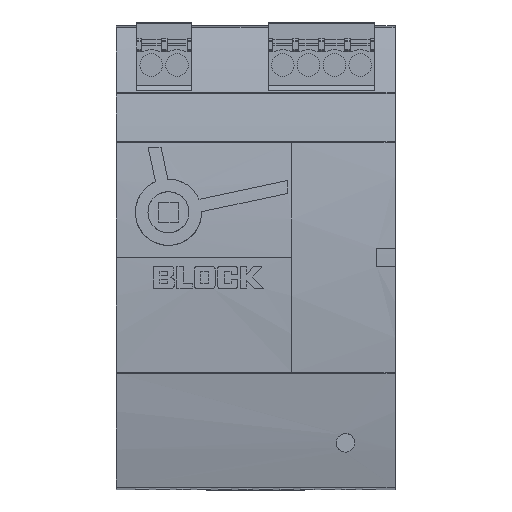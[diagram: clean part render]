
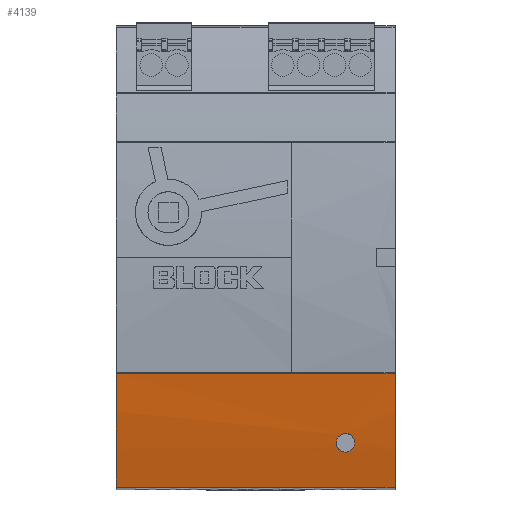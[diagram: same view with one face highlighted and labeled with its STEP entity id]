
A CAD part, top view. The second image highlights one B-rep face of the part: STEP entity #4139.
In plain terms, the highlighted cylindrical face has radius 166.361 mm (diameter 332.722 mm), a partial arc.
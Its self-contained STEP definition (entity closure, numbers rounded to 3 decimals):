
#14 = FACE_OUTER_BOUND ( 'NONE', #867, .T. ) ;
#34 = EDGE_CURVE ( 'NONE', #4182, #8272, #9016, .T. ) ;
#115 = CARTESIAN_POINT ( 'NONE',  ( 18.508, -37.324, 40.92 ) ) ;
#291 = VERTEX_POINT ( 'NONE', #9768 ) ;
#303 = CARTESIAN_POINT ( 'NONE',  ( 27., -44.499, 39.099 ) ) ;
#336 = DIRECTION ( 'NONE',  ( 0., 0., 1. ) ) ;
#485 = CARTESIAN_POINT ( 'NONE',  ( 17.283, -37.7, 40.833 ) ) ;
#756 = CARTESIAN_POINT ( 'NONE',  ( 18.845, -34.801, 41.481 ) ) ;
#763 = DIRECTION ( 'NONE',  ( 0., 0., 1. ) ) ;
#867 = EDGE_LOOP ( 'NONE', ( #5014, #1445, #14420, #9923 ) ) ;
#924 = EDGE_CURVE ( 'NONE', #3553, #12920, #10655, .T. ) ;
#938 = DIRECTION ( 'NONE',  ( -1., 0., 0. ) ) ;
#1203 = CARTESIAN_POINT ( 'NONE',  ( 18.763, -37.081, 40.976 ) ) ;
#1267 = CARTESIAN_POINT ( 'NONE',  ( 17.162, -37.688, 40.836 ) ) ;
#1445 = ORIENTED_EDGE ( 'NONE', *, *, #924, .F. ) ;
#1685 = CARTESIAN_POINT ( 'NONE',  ( -27., -44.499, 39.099 ) ) ;
#1890 = CARTESIAN_POINT ( 'NONE',  ( 15.656, -35.439, 41.343 ) ) ;
#2437 = CARTESIAN_POINT ( 'NONE',  ( 27., 0., -121.2 ) ) ;
#2749 = CARTESIAN_POINT ( 'NONE',  ( 16.203, -37.25, 40.937 ) ) ;
#3016 = CARTESIAN_POINT ( 'NONE',  ( 16.811, -34.195, 41.609 ) ) ;
#3109 = CARTESIAN_POINT ( 'NONE',  ( 19.2, -35.665, 41.293 ) ) ;
#3325 = CARTESIAN_POINT ( 'NONE',  ( 19.189, -36.133, 41.19 ) ) ;
#3408 = EDGE_LOOP ( 'NONE', ( #12022, #9039 ) ) ;
#3525 = EDGE_CURVE ( 'NONE', #4653, #12920, #10860, .T. ) ;
#3546 = CARTESIAN_POINT ( 'NONE',  ( 15.6, -35.9, 41.241 ) ) ;
#3553 = VERTEX_POINT ( 'NONE', #6114 ) ;
#3657 = DIRECTION ( 'NONE',  ( -1., 0., 0. ) ) ;
#3687 = CARTESIAN_POINT ( 'NONE',  ( 27., -22.432, 43.642 ) ) ;
#3817 = AXIS2_PLACEMENT_3D ( 'NONE', #11894, #12118, #336 ) ;
#3833 = CARTESIAN_POINT ( 'NONE',  ( 18.598, -37.249, 40.937 ) ) ;
#4139 = ADVANCED_FACE ( 'NONE', ( #9054, #14 ), #8222, .T. ) ;
#4182 = VERTEX_POINT ( 'NONE', #12636 ) ;
#4243 = CARTESIAN_POINT ( 'NONE',  ( 16.927, -34.159, 41.616 ) ) ;
#4474 = CARTESIAN_POINT ( 'NONE',  ( 16.201, -34.552, 41.533 ) ) ;
#4653 = VERTEX_POINT ( 'NONE', #12905 ) ;
#4767 = CARTESIAN_POINT ( 'NONE',  ( 16.036, -37.081, 40.976 ) ) ;
#5014 = ORIENTED_EDGE ( 'NONE', *, *, #3525, .T. ) ;
#5126 = CARTESIAN_POINT ( 'NONE',  ( 17.879, -37.651, 40.844 ) ) ;
#5192 = CARTESIAN_POINT ( 'NONE',  ( 15.963, -36.99, 40.997 ) ) ;
#5326 = CARTESIAN_POINT ( 'NONE',  ( 17.874, -34.147, 41.619 ) ) ;
#5614 = EDGE_CURVE ( 'NONE', #291, #3553, #12990, .T. ) ;
#5675 = CARTESIAN_POINT ( 'NONE',  ( 18.838, -36.989, 40.997 ) ) ;
#5901 = CARTESIAN_POINT ( 'NONE',  ( 17.639, -37.7, 40.833 ) ) ;
#5919 = CARTESIAN_POINT ( 'NONE',  ( 19.2, -35.9, 41.241 ) ) ;
#6114 = CARTESIAN_POINT ( 'NONE',  ( 27., -44.499, 39.099 ) ) ;
#6327 = CARTESIAN_POINT ( 'NONE',  ( 15.657, -36.362, 41.139 ) ) ;
#6523 = CARTESIAN_POINT ( 'NONE',  ( 18.504, -34.473, 41.55 ) ) ;
#6707 = VECTOR ( 'NONE', #3657, 1000. ) ;
#6967 = CARTESIAN_POINT ( 'NONE',  ( 19.021, -36.691, 41.065 ) ) ;
#7072 = DIRECTION ( 'NONE',  ( 0., 0., 1. ) ) ;
#7544 = EDGE_CURVE ( 'NONE', #8272, #4182, #9815, .T. ) ;
#7546 = CARTESIAN_POINT ( 'NONE',  ( 16.49, -37.457, 40.889 ) ) ;
#7657 = CARTESIAN_POINT ( 'NONE',  ( 17.637, -34.1, 41.629 ) ) ;
#7814 = CARTESIAN_POINT ( 'NONE',  ( 15.6, -35.9, 41.241 ) ) ;
#7962 = CARTESIAN_POINT ( 'NONE',  ( 19.144, -36.361, 41.139 ) ) ;
#7973 = CARTESIAN_POINT ( 'NONE',  ( 17.16, -34.112, 41.626 ) ) ;
#8157 = VECTOR ( 'NONE', #11673, 1000. ) ;
#8186 = CARTESIAN_POINT ( 'NONE',  ( 15.778, -36.69, 41.065 ) ) ;
#8222 = CYLINDRICAL_SURFACE ( 'NONE', #13252, 166.361 ) ;
#8272 = VERTEX_POINT ( 'NONE', #5919 ) ;
#8334 = CARTESIAN_POINT ( 'NONE',  ( 19.2, -35.9, 41.241 ) ) ;
#8467 = CARTESIAN_POINT ( 'NONE',  ( 15.69, -36.474, 41.114 ) ) ;
#8539 = LINE ( 'NONE', #3687, #8157 ) ;
#8802 = CARTESIAN_POINT ( 'NONE',  ( 16.489, -34.343, 41.578 ) ) ;
#8873 = CARTESIAN_POINT ( 'NONE',  ( 18.977, -35.001, 41.438 ) ) ;
#9016 = B_SPLINE_CURVE_WITH_KNOTS ( 'NONE', 3,
 ( #7814, #12449, #11392, #1890, #14651, #13431, #10249, #4474, #9097, #8802, #13737, #3016, #4243, #7973, #11459, #7657, #5326, #9949, #12302, #6523, #11170, #756, #8873, #13519, #3109, #8334 ),
 .UNSPECIFIED., .F., .F.,
 ( 4, 2, 2, 2, 2, 2, 2, 2, 2, 2, 2, 2, 4 ),
 ( 0.006, 0.006, 0.006, 0.007, 0.007, 0.008, 0.008, 0.009, 0.009, 0.01, 0.01, 0.011, 0.011 ),
 .UNSPECIFIED. ) ;
#9039 = ORIENTED_EDGE ( 'NONE', *, *, #34, .T. ) ;
#9054 = FACE_BOUND ( 'NONE', #3408, .T. ) ;
#9097 = CARTESIAN_POINT ( 'NONE',  ( 16.293, -34.476, 41.55 ) ) ;
#9316 = CARTESIAN_POINT ( 'NONE',  ( 16.815, -37.606, 40.855 ) ) ;
#9679 = CARTESIAN_POINT ( 'NONE',  ( 18.312, -37.457, 40.89 ) ) ;
#9768 = CARTESIAN_POINT ( 'NONE',  ( 27., -22.432, 43.642 ) ) ;
#9815 = B_SPLINE_CURVE_WITH_KNOTS ( 'NONE', 3,
 ( #10171, #14803, #3325, #7962, #12737, #6967, #11613, #5675, #1203, #3833, #115, #9679, #12026, #5126, #5901, #485, #1267, #10535, #9316, #12825, #7546, #12178, #2749, #4767, #5192, #13166, #8186, #8467, #6327, #11036, #13949, #3546 ),
 .UNSPECIFIED., .F., .F.,
 ( 4, 2, 2, 2, 2, 2, 2, 2, 2, 2, 2, 2, 2, 2, 2, 4 ),
 ( 0., 0., 0.001, 0.001, 0.001, 0.002, 0.002, 0.003, 0.003, 0.004, 0.004, 0.004, 0.005, 0.005, 0.005, 0.006 ),
 .UNSPECIFIED. ) ;
#9923 = ORIENTED_EDGE ( 'NONE', *, *, #11191, .T. ) ;
#9949 = CARTESIAN_POINT ( 'NONE',  ( 18.204, -34.285, 41.59 ) ) ;
#9956 = DIRECTION ( 'NONE',  ( 1., 0., 0. ) ) ;
#10171 = CARTESIAN_POINT ( 'NONE',  ( 19.2, -35.9, 41.241 ) ) ;
#10249 = CARTESIAN_POINT ( 'NONE',  ( 15.954, -34.803, 41.48 ) ) ;
#10535 = CARTESIAN_POINT ( 'NONE',  ( 16.928, -37.641, 40.847 ) ) ;
#10655 = LINE ( 'NONE', #303, #6707 ) ;
#10809 = AXIS2_PLACEMENT_3D ( 'NONE', #11102, #9956, #763 ) ;
#10860 = CIRCLE ( 'NONE', #3817, 166.361 ) ;
#11036 = CARTESIAN_POINT ( 'NONE',  ( 15.611, -36.134, 41.19 ) ) ;
#11102 = CARTESIAN_POINT ( 'NONE',  ( 27., 0., -121.2 ) ) ;
#11170 = CARTESIAN_POINT ( 'NONE',  ( 18.596, -34.55, 41.534 ) ) ;
#11191 = EDGE_CURVE ( 'NONE', #291, #4653, #8539, .T. ) ;
#11392 = CARTESIAN_POINT ( 'NONE',  ( 15.611, -35.669, 41.292 ) ) ;
#11459 = CARTESIAN_POINT ( 'NONE',  ( 17.278, -34.1, 41.629 ) ) ;
#11613 = CARTESIAN_POINT ( 'NONE',  ( 18.967, -36.793, 41.041 ) ) ;
#11673 = DIRECTION ( 'NONE',  ( -1., 0., 0. ) ) ;
#11894 = CARTESIAN_POINT ( 'NONE',  ( -27., 0., -121.2 ) ) ;
#12022 = ORIENTED_EDGE ( 'NONE', *, *, #7544, .T. ) ;
#12026 = CARTESIAN_POINT ( 'NONE',  ( 18.206, -37.514, 40.876 ) ) ;
#12118 = DIRECTION ( 'NONE',  ( 1., 0., 0. ) ) ;
#12178 = CARTESIAN_POINT ( 'NONE',  ( 16.294, -37.325, 40.92 ) ) ;
#12302 = CARTESIAN_POINT ( 'NONE',  ( 18.308, -34.341, 41.578 ) ) ;
#12449 = CARTESIAN_POINT ( 'NONE',  ( 15.6, -35.784, 41.267 ) ) ;
#12636 = CARTESIAN_POINT ( 'NONE',  ( 15.6, -35.9, 41.241 ) ) ;
#12737 = CARTESIAN_POINT ( 'NONE',  ( 19.11, -36.474, 41.114 ) ) ;
#12825 = CARTESIAN_POINT ( 'NONE',  ( 16.595, -37.515, 40.876 ) ) ;
#12905 = CARTESIAN_POINT ( 'NONE',  ( -27., -22.432, 43.642 ) ) ;
#12920 = VERTEX_POINT ( 'NONE', #1685 ) ;
#12990 = CIRCLE ( 'NONE', #10809, 166.361 ) ;
#13166 = CARTESIAN_POINT ( 'NONE',  ( 15.834, -36.795, 41.041 ) ) ;
#13252 = AXIS2_PLACEMENT_3D ( 'NONE', #2437, #938, #7072 ) ;
#13431 = CARTESIAN_POINT ( 'NONE',  ( 15.822, -35.004, 41.437 ) ) ;
#13519 = CARTESIAN_POINT ( 'NONE',  ( 19.153, -35.432, 41.344 ) ) ;
#13737 = CARTESIAN_POINT ( 'NONE',  ( 16.593, -34.287, 41.59 ) ) ;
#13949 = CARTESIAN_POINT ( 'NONE',  ( 15.6, -36.016, 41.216 ) ) ;
#14420 = ORIENTED_EDGE ( 'NONE', *, *, #5614, .F. ) ;
#14651 = CARTESIAN_POINT ( 'NONE',  ( 15.69, -35.326, 41.367 ) ) ;
#14803 = CARTESIAN_POINT ( 'NONE',  ( 19.2, -36.018, 41.215 ) ) ;
